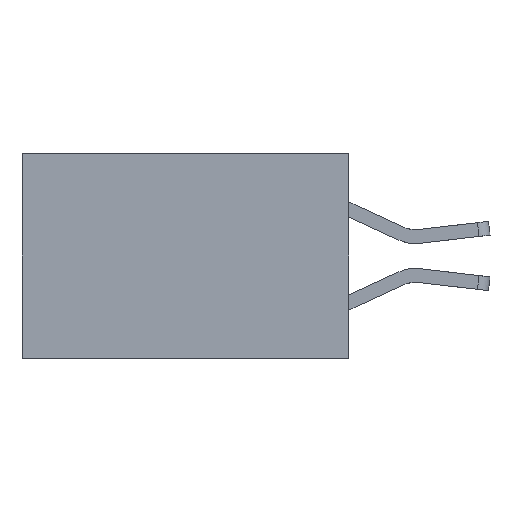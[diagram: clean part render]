
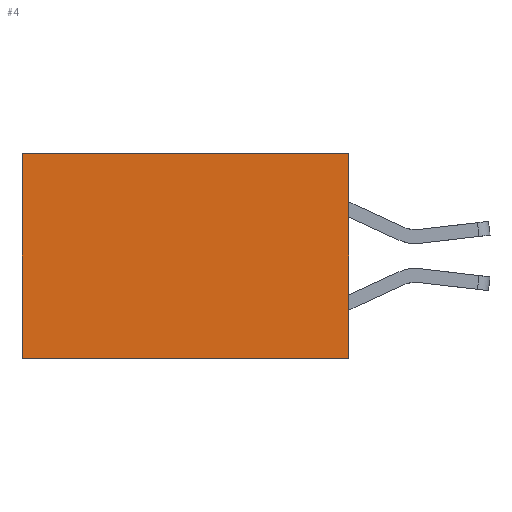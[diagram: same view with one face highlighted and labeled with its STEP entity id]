
A CAD part, left-side view. The second image highlights one B-rep face of the part: STEP entity #4.
In plain terms, the highlighted planar face has unit normal (-1, 0, 0).
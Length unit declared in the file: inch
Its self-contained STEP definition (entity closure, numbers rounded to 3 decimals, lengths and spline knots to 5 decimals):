
#4 = ADVANCED_FACE ( 'NONE', ( #5485 ), #8369, .F. ) ;
#78 = CARTESIAN_POINT ( 'NONE',  ( 0.277, 0., -0.37 ) ) ;
#136 = CARTESIAN_POINT ( 'NONE',  ( 0.277, 0.59, 0. ) ) ;
#299 = EDGE_CURVE ( 'NONE', #3688, #4134, #7670, .T. ) ;
#909 = ORIENTED_EDGE ( 'NONE', *, *, #7076, .T. ) ;
#1288 = CARTESIAN_POINT ( 'NONE',  ( 0.277, 0., -0.37 ) ) ;
#2043 = VECTOR ( 'NONE', #6218, 39.37008 ) ;
#2288 = EDGE_CURVE ( 'NONE', #4134, #5142, #5123, .T. ) ;
#3196 = DIRECTION ( 'NONE',  ( 0., 0., -1. ) ) ;
#3225 = ORIENTED_EDGE ( 'NONE', *, *, #4863, .T. ) ;
#3688 = VERTEX_POINT ( 'NONE', #4077 ) ;
#4077 = CARTESIAN_POINT ( 'NONE',  ( 0.277, 0., 0. ) ) ;
#4134 = VERTEX_POINT ( 'NONE', #5000 ) ;
#4367 = LINE ( 'NONE', #6345, #6260 ) ;
#4863 = EDGE_CURVE ( 'NONE', #3688, #7028, #4367, .T. ) ;
#5000 = CARTESIAN_POINT ( 'NONE',  ( 0.277, 0., -0.37 ) ) ;
#5079 = ORIENTED_EDGE ( 'NONE', *, *, #2288, .F. ) ;
#5123 = LINE ( 'NONE', #78, #6703 ) ;
#5142 = VERTEX_POINT ( 'NONE', #9421 ) ;
#5485 = FACE_OUTER_BOUND ( 'NONE', #7240, .T. ) ;
#5631 = LINE ( 'NONE', #9373, #2043 ) ;
#5978 = DIRECTION ( 'NONE',  ( 0., 0., -1. ) ) ;
#6218 = DIRECTION ( 'NONE',  ( 0., 0., -1. ) ) ;
#6229 = AXIS2_PLACEMENT_3D ( 'NONE', #1288, #7809, #3196 ) ;
#6260 = VECTOR ( 'NONE', #6665, 39.37008 ) ;
#6345 = CARTESIAN_POINT ( 'NONE',  ( 0.277, 0., 0. ) ) ;
#6665 = DIRECTION ( 'NONE',  ( 0., 1., 0. ) ) ;
#6703 = VECTOR ( 'NONE', #8548, 39.37008 ) ;
#6876 = ORIENTED_EDGE ( 'NONE', *, *, #299, .F. ) ;
#7028 = VERTEX_POINT ( 'NONE', #136 ) ;
#7076 = EDGE_CURVE ( 'NONE', #7028, #5142, #5631, .T. ) ;
#7240 = EDGE_LOOP ( 'NONE', ( #909, #5079, #6876, #3225 ) ) ;
#7670 = LINE ( 'NONE', #8937, #7878 ) ;
#7809 = DIRECTION ( 'NONE',  ( 1., 0., 0. ) ) ;
#7878 = VECTOR ( 'NONE', #5978, 39.37008 ) ;
#8369 = PLANE ( 'NONE',  #6229 ) ;
#8548 = DIRECTION ( 'NONE',  ( 0., 1., 0. ) ) ;
#8937 = CARTESIAN_POINT ( 'NONE',  ( 0.277, 0., -0.37 ) ) ;
#9373 = CARTESIAN_POINT ( 'NONE',  ( 0.277, 0.59, -0.37 ) ) ;
#9421 = CARTESIAN_POINT ( 'NONE',  ( 0.277, 0.59, -0.37 ) ) ;
